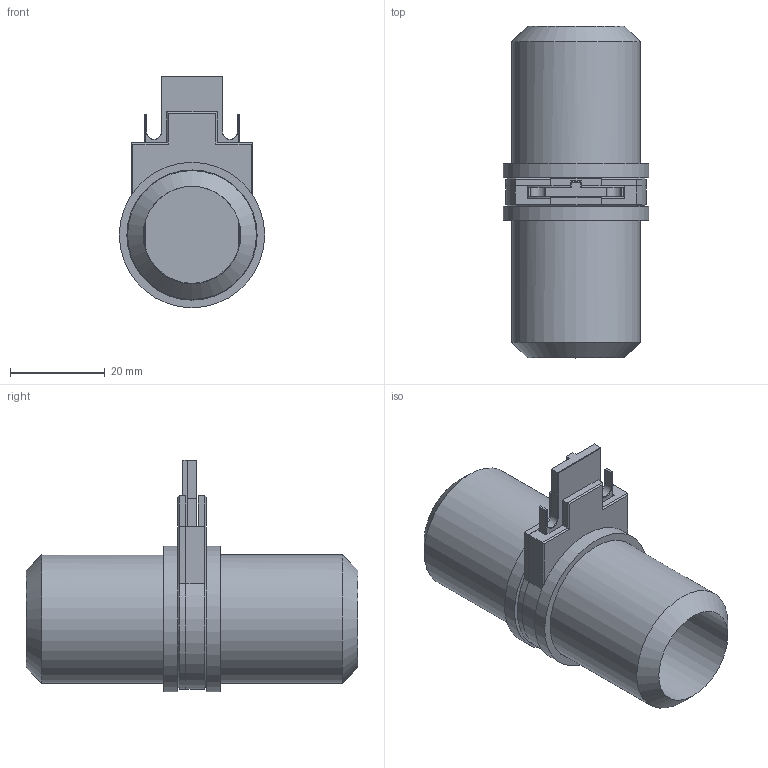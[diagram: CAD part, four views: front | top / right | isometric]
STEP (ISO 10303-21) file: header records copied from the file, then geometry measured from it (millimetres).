
FILE_DESCRIPTION(/* description */ (''),/* implementation_level */ '2;1');
FILE_NAME(/* name */ 'occamRazor v64.step',/* time_stamp */ '2022-04-06T13:07:08-04:00',/* author */ (''),/* organization */ (''),/* preprocessor_version */ 'ST-DEVELOPER v18.1',/* originating_system */ 'Autodesk Translation Framework v10.14.0.1471',/* authorisation */ '');
FILE_SCHEMA (('AUTOMOTIVE_DESIGN { 1 0 10303 214 3 1 1 }'));
Length unit declared in the file: millimetre
Products named in the file (7): occamRazor; body; valveAssem; door; stabilizer; move stopping thingies; archimbeattius
Assembly tree (7 placements, depth 3):
  occamRazor
    body
    valveAssem
      door
      stabilizer
    move stopping thingies
      archimbeattius  x2
Bounding box: 30.68 x 70 x 48.84 mm (x, y, z)
Volume: 20253.7 mm3; surface area: 16833.9 mm2
Topology: 6 solids, 6 shells, 108 faces, 255 edges, 158 vertices
Faces by surface type: plane 82, cylinder 17, cone 9
Full cylindrical faces by diameter (mm): 1.5 x2, 1.8 x1, 2 x1, 20.574 x1, 27.178 x3, 27.478 x2, 30.678 x2
Entity records: 3210 total; most frequent: CARTESIAN_POINT 540, DIRECTION 538, ORIENTED_EDGE 498, EDGE_CURVE 249, LINE 186, VECTOR 186, AXIS2_PLACEMENT_3D 176, VERTEX_POINT 154
